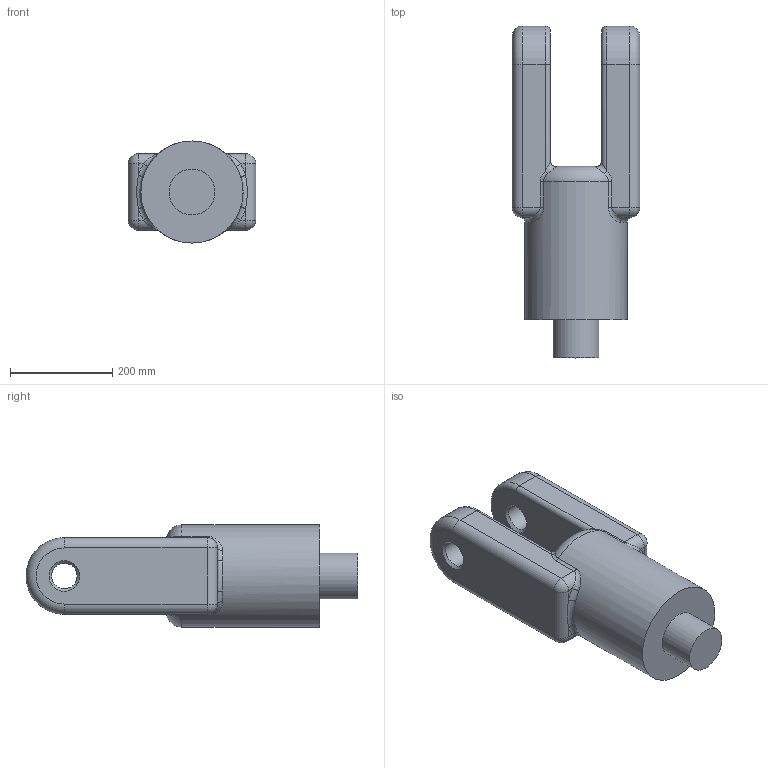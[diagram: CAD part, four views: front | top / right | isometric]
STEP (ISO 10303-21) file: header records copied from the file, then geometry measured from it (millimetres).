
FILE_DESCRIPTION(/* description */ (''),/* implementation_level */ '2;1');
FILE_NAME(/* name */ 'Link 0.step',/* time_stamp */ '2019-04-10T21:44:37+07:00',/* author */ (''),/* organization */ (''),/* preprocessor_version */ 'ST-DEVELOPER v18',/* originating_system */ 'Autodesk Translation Framework v8.2.0.1029',/* authorisation */ '');
FILE_SCHEMA (('AUTOMOTIVE_DESIGN { 1 0 10303 214 3 1 1 }'));
Length unit declared in the file: millimetre
Products named in the file (1): Link 0
Bounding box: 250 x 650 x 200 mm (x, y, z)
Volume: 16243884 mm3; surface area: 525568.2 mm2
Topology: 1 solids, 1 shells, 77 faces, 173 edges, 99 vertices
Faces by surface type: cylinder 26, bspline 18, plane 15, torus 10, cone 4, sphere 4
Full cylindrical faces by diameter (mm): 50 x2, 90 x1, 200 x1
Entity records: 2946 total; most frequent: CARTESIAN_POINT 1259, ORIENTED_EDGE 346, DIRECTION 338, EDGE_CURVE 173, AXIS2_PLACEMENT_3D 142, VERTEX_POINT 99, EDGE_LOOP 82, CIRCLE 82
